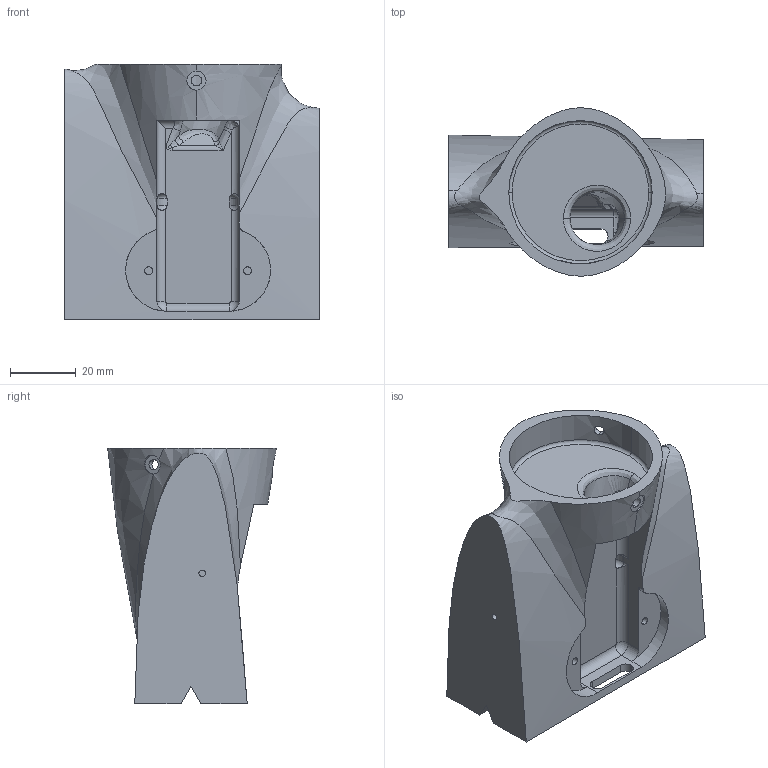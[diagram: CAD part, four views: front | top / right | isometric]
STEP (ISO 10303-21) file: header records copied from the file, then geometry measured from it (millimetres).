
FILE_DESCRIPTION (( 'STEP AP214' ), '1' );
FILE_NAME ('EXPLORA_VTOL_WING_L5.STEP', '2022-10-24T08:50:00', ( '' ), ( '' ), 'SwSTEP 2.0', 'SolidWorks 2021', '' );
FILE_SCHEMA (( 'AUTOMOTIVE_DESIGN' ));
Length unit declared in the file: millimetre
Products named in the file (1): EXPLORA_VTOL_WING_L5
Bounding box: 77.29 x 51.16 x 77.63 mm (x, y, z)
Volume: 141549.1 mm3; surface area: 25011.6 mm2
Topology: 1 solids, 1 shells, 116 faces, 306 edges, 191 vertices
Faces by surface type: cylinder 47, plane 36, bspline 25, torus 8
Entity records: 10254 total; most frequent: CARTESIAN_POINT 7621, ORIENTED_EDGE 606, DIRECTION 447, EDGE_CURVE 303, VERTEX_POINT 191, AXIS2_PLACEMENT_3D 168, EDGE_LOOP 130, FACE_OUTER_BOUND 116
